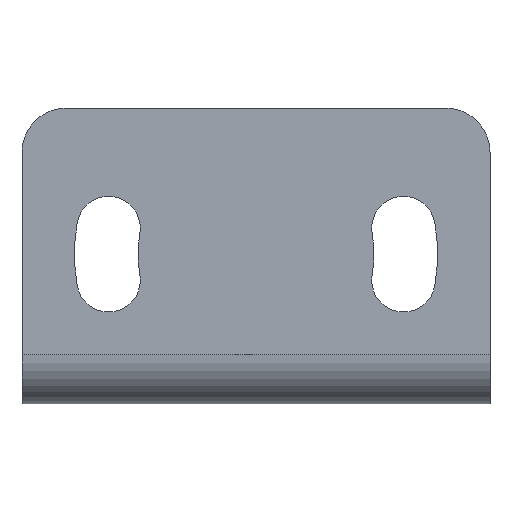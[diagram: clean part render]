
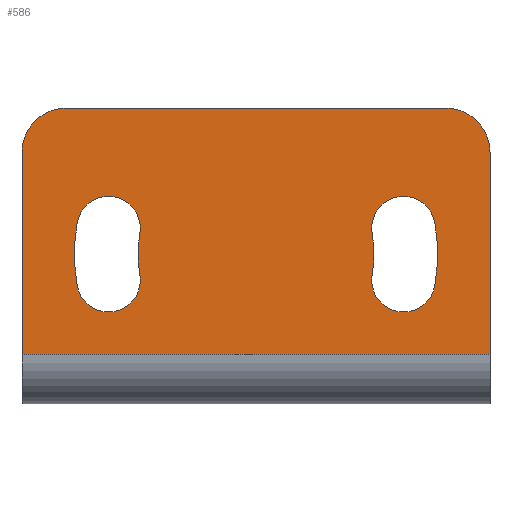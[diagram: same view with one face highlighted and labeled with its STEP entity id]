
A CAD part, front view. The second image highlights one B-rep face of the part: STEP entity #586.
In plain terms, the highlighted face is planar.
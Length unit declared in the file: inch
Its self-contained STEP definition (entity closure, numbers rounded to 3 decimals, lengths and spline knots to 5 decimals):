
#1=DIRECTION('',(0.,0.,-1.));
#2=VECTOR('',#1,1.25);
#3=CARTESIAN_POINT('',(0.,0.132,0.625));
#4=LINE('',#3,#2);
#23=DIRECTION('',(0.,-1.,0.));
#24=VECTOR('',#23,0.53989);
#25=CARTESIAN_POINT('',(0.,0.67189,0.625));
#26=LINE('',#25,#24);
#31=CARTESIAN_POINT('',(0.,0.67189,0.50689));
#32=DIRECTION('',(-1.,0.,0.));
#33=DIRECTION('',(0.,0.,1.));
#34=AXIS2_PLACEMENT_3D('',#31,#32,#33);
#45=CARTESIAN_POINT('',(0.,0.4,0.));
#46=DIRECTION('',(-1.,0.,0.));
#47=DIRECTION('',(0.,0.174,-0.985));
#48=AXIS2_PLACEMENT_3D('',#45,#46,#47);
#50=CARTESIAN_POINT('',(0.,0.46946,-0.39392));
#51=DIRECTION('',(-1.,0.,0.));
#52=DIRECTION('',(0.,-0.174,0.985));
#53=AXIS2_PLACEMENT_3D('',#50,#51,#52);
#55=CARTESIAN_POINT('',(0.,0.4,0.));
#56=DIRECTION('',(-1.,0.,0.));
#57=DIRECTION('',(0.,0.174,-0.985));
#58=AXIS2_PLACEMENT_3D('',#55,#56,#57);
#60=CARTESIAN_POINT('',(0.,0.33054,-0.39392));
#61=DIRECTION('',(-1.,0.,0.));
#62=DIRECTION('',(0.,-0.174,-0.985));
#63=AXIS2_PLACEMENT_3D('',#60,#61,#62);
#65=CARTESIAN_POINT('',(0.,0.4,0.));
#66=DIRECTION('',(-1.,0.,0.));
#67=DIRECTION('',(0.,-0.174,0.985));
#68=AXIS2_PLACEMENT_3D('',#65,#66,#67);
#70=CARTESIAN_POINT('',(0.,0.33054,0.39392));
#71=DIRECTION('',(-1.,0.,0.));
#72=DIRECTION('',(0.,0.174,-0.985));
#73=AXIS2_PLACEMENT_3D('',#70,#71,#72);
#75=CARTESIAN_POINT('',(0.,0.4,0.));
#76=DIRECTION('',(-1.,0.,0.));
#77=DIRECTION('',(0.,-0.174,0.985));
#78=AXIS2_PLACEMENT_3D('',#75,#76,#77);
#80=CARTESIAN_POINT('',(0.,0.46946,0.39392));
#81=DIRECTION('',(-1.,0.,0.));
#82=DIRECTION('',(0.,0.174,0.985));
#83=AXIS2_PLACEMENT_3D('',#80,#81,#82);
#85=DIRECTION('',(0.,0.,-1.));
#86=VECTOR('',#85,1.01378);
#87=CARTESIAN_POINT('',(0.,0.79,0.50689));
#88=LINE('',#87,#86);
#169=CARTESIAN_POINT('',(0.,0.67189,-0.50689));
#170=DIRECTION('',(-1.,0.,0.));
#171=DIRECTION('',(0.,1.,0.));
#172=AXIS2_PLACEMENT_3D('',#169,#170,#171);
#183=DIRECTION('',(0.,-1.,0.));
#184=VECTOR('',#183,0.53989);
#185=CARTESIAN_POINT('',(0.,0.67189,-0.625));
#186=LINE('',#185,#184);
#381=CARTESIAN_POINT('',(0.,0.132,0.625));
#383=VERTEX_POINT('',#381);
#385=CARTESIAN_POINT('',(0.,0.132,-0.625));
#387=VERTEX_POINT('',#385);
#441=CARTESIAN_POINT('',(0.,0.4547,-0.31021));
#442=CARTESIAN_POINT('',(0.,0.3453,-0.31021));
#443=VERTEX_POINT('',#441);
#444=VERTEX_POINT('',#442);
#445=CARTESIAN_POINT('',(0.,0.31578,-0.47763));
#446=VERTEX_POINT('',#445);
#447=CARTESIAN_POINT('',(0.,0.48422,-0.47763));
#448=VERTEX_POINT('',#447);
#449=CARTESIAN_POINT('',(0.,0.3453,0.31021));
#450=CARTESIAN_POINT('',(0.,0.4547,0.31021));
#451=VERTEX_POINT('',#449);
#452=VERTEX_POINT('',#450);
#453=CARTESIAN_POINT('',(0.,0.48422,0.47763));
#454=VERTEX_POINT('',#453);
#455=CARTESIAN_POINT('',(0.,0.31578,0.47763));
#456=VERTEX_POINT('',#455);
#474=CARTESIAN_POINT('',(0.,0.67189,0.625));
#476=VERTEX_POINT('',#474);
#477=CARTESIAN_POINT('',(0.,0.79,0.50689));
#478=VERTEX_POINT('',#477);
#482=CARTESIAN_POINT('',(0.,0.79,-0.50689));
#484=VERTEX_POINT('',#482);
#485=CARTESIAN_POINT('',(0.,0.67189,-0.625));
#486=VERTEX_POINT('',#485);
#550=CARTESIAN_POINT('',(0.,0.79,0.625));
#551=DIRECTION('',(-1.,0.,0.));
#552=DIRECTION('',(0.,-1.,0.));
#553=AXIS2_PLACEMENT_3D('',#550,#551,#552);
#554=PLANE('',#553);
#555=ORIENTED_EDGE('',*,*,#541,.F.);
#556=ORIENTED_EDGE('',*,*,#530,.T.);
#557=ORIENTED_EDGE('',*,*,#500,.T.);
#559=ORIENTED_EDGE('',*,*,#558,.F.);
#561=ORIENTED_EDGE('',*,*,#560,.F.);
#563=ORIENTED_EDGE('',*,*,#562,.F.);
#564=EDGE_LOOP('',(#555,#556,#557,#559,#561,#563));
#565=FACE_OUTER_BOUND('',#564,.F.);
#567=ORIENTED_EDGE('',*,*,#566,.F.);
#569=ORIENTED_EDGE('',*,*,#568,.T.);
#571=ORIENTED_EDGE('',*,*,#570,.T.);
#573=ORIENTED_EDGE('',*,*,#572,.T.);
#574=EDGE_LOOP('',(#567,#569,#571,#573));
#575=FACE_BOUND('',#574,.F.);
#577=ORIENTED_EDGE('',*,*,#576,.F.);
#579=ORIENTED_EDGE('',*,*,#578,.T.);
#581=ORIENTED_EDGE('',*,*,#580,.T.);
#583=ORIENTED_EDGE('',*,*,#582,.T.);
#584=EDGE_LOOP('',(#577,#579,#581,#583));
#585=FACE_BOUND('',#584,.F.);
#586=ADVANCED_FACE('',(#565,#575,#585),#554,.T.);
#35=CIRCLE('',#34,0.11811);
#49=CIRCLE('',#48,0.315);
#54=CIRCLE('',#53,0.085);
#59=CIRCLE('',#58,0.485);
#64=CIRCLE('',#63,0.085);
#69=CIRCLE('',#68,0.315);
#74=CIRCLE('',#73,0.085);
#79=CIRCLE('',#78,0.485);
#84=CIRCLE('',#83,0.085);
#173=CIRCLE('',#172,0.11811);
#500=EDGE_CURVE('',#383,#387,#4,.T.);
#530=EDGE_CURVE('',#476,#383,#26,.T.);
#541=EDGE_CURVE('',#476,#478,#35,.T.);
#558=EDGE_CURVE('',#486,#387,#186,.T.);
#560=EDGE_CURVE('',#484,#486,#173,.T.);
#562=EDGE_CURVE('',#478,#484,#88,.T.);
#566=EDGE_CURVE('',#451,#452,#69,.T.);
#568=EDGE_CURVE('',#451,#456,#74,.T.);
#570=EDGE_CURVE('',#456,#454,#79,.T.);
#572=EDGE_CURVE('',#454,#452,#84,.T.);
#576=EDGE_CURVE('',#443,#444,#49,.T.);
#578=EDGE_CURVE('',#443,#448,#54,.T.);
#580=EDGE_CURVE('',#448,#446,#59,.T.);
#582=EDGE_CURVE('',#446,#444,#64,.T.);
